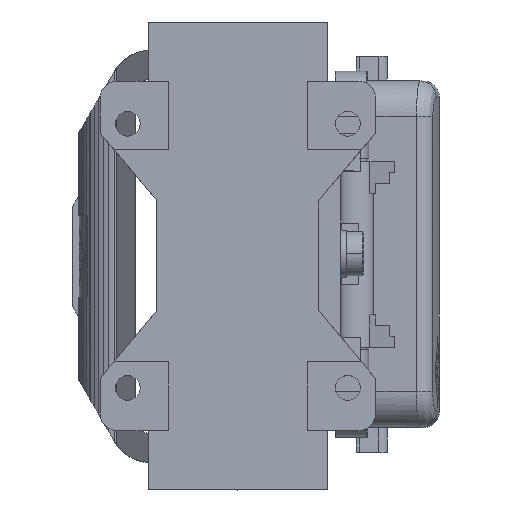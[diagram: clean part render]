
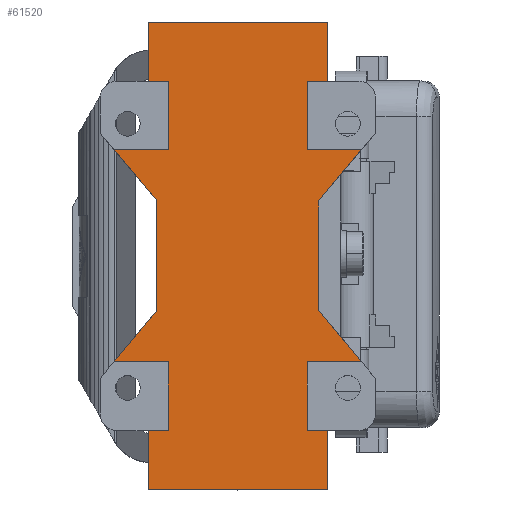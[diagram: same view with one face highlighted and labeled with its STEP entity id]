
A CAD part, top view. The second image highlights one B-rep face of the part: STEP entity #61520.
In plain terms, the highlighted face is planar.
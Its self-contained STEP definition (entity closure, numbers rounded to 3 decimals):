
#1960=CARTESIAN_POINT('',(110.274,44.742,
47.32));
#1970=VERTEX_POINT('',#1960);
#2020=CARTESIAN_POINT('',(0.,44.742,47.32));
#2030=DIRECTION('',(-1.,0.,0.));
#2040=VECTOR('',#2030,1.);
#2050=LINE('',#2020,#2040);
#2060=CARTESIAN_POINT('',(121.024,44.742,
47.32));
#2070=VERTEX_POINT('',#2060);
#2080=EDGE_CURVE('',#2070,#1970,#2050,.T.);
#2710=CARTESIAN_POINT('',(121.024,0.,47.32));
#2720=DIRECTION('',(-0.,-1.,0.));
#2730=VECTOR('',#2720,1.);
#2740=LINE('',#2710,#2730);
#2750=CARTESIAN_POINT('',(121.024,12.154,
47.32));
#2760=VERTEX_POINT('',#2750);
#2770=EDGE_CURVE('',#2070,#2760,#2740,.T.);
#18130=CARTESIAN_POINT('',(110.274,12.154,
47.32));
#18140=VERTEX_POINT('',#18130);
#18170=CARTESIAN_POINT('',(110.274,0.,47.32));
#18180=DIRECTION('',(0.,-1.,0.));
#18190=VECTOR('',#18180,1.);
#18200=LINE('',#18170,#18190);
#18210=CARTESIAN_POINT('',(110.274,15.848,
47.32));
#18220=VERTEX_POINT('',#18210);
#18230=EDGE_CURVE('',#18220,#18140,#18200,.T.);
#19630=CARTESIAN_POINT('',(46.774,44.742,
47.32));
#19640=VERTEX_POINT('',#19630);
#19670=CARTESIAN_POINT('',(46.774,0.,47.32));
#19680=DIRECTION('',(0.,-1.,0.));
#19690=VECTOR('',#19680,1.);
#19700=LINE('',#19670,#19690);
#19710=CARTESIAN_POINT('',(46.774,41.048,
47.32));
#19720=VERTEX_POINT('',#19710);
#19730=EDGE_CURVE('',#19640,#19720,#19700,.T.);
#25050=CARTESIAN_POINT('',(88.499,43.148,
47.32));
#25060=VERTEX_POINT('',#25050);
#25090=CARTESIAN_POINT('',(0.,-31.111,47.32));
#25100=DIRECTION('',(-0.766,-0.643,0.));
#25110=VECTOR('',#25100,1.);
#25120=LINE('',#25090,#25110);
#25130=CARTESIAN_POINT('',(97.77,50.928,
47.32));
#25140=VERTEX_POINT('',#25130);
#25150=EDGE_CURVE('',#25140,#25060,#25120,.T.);
#26500=CARTESIAN_POINT('',(68.549,43.148,
47.32));
#26510=VERTEX_POINT('',#26500);
#26540=CARTESIAN_POINT('',(0.,43.148,47.32));
#26550=DIRECTION('',(-1.,0.,0.));
#26560=VECTOR('',#26550,1.);
#26570=LINE('',#26540,#26560);
#26580=EDGE_CURVE('',#25060,#26510,#26570,.T.);
#27500=CARTESIAN_POINT('',(46.774,15.848,
47.32));
#27510=VERTEX_POINT('',#27500);
#27540=CARTESIAN_POINT('',(46.774,12.154,
47.32));
#27550=VERTEX_POINT('',#27540);
#27560=EDGE_CURVE('',#27510,#27550,#19700,.T.);
#30490=CARTESIAN_POINT('',(59.278,50.928,
47.32));
#30500=VERTEX_POINT('',#30490);
#30530=CARTESIAN_POINT('',(0.,100.668,47.32));
#30540=DIRECTION('',(0.766,-0.643,0.));
#30550=VECTOR('',#30540,1.);
#30560=LINE('',#30530,#30550);
#30570=EDGE_CURVE('',#30500,#26510,#30560,.T.);
#33350=CARTESIAN_POINT('',(36.024,44.742,
47.32));
#33360=VERTEX_POINT('',#33350);
#33390=CARTESIAN_POINT('',(0.,44.742,47.32));
#33400=DIRECTION('',(1.,0.,0.));
#33410=VECTOR('',#33400,1.);
#33420=LINE('',#33390,#33410);
#33430=EDGE_CURVE('',#33360,#19640,#33420,.T.);
#41180=CARTESIAN_POINT('',(110.274,41.048,
47.32));
#41190=VERTEX_POINT('',#41180);
#41220=EDGE_CURVE('',#1970,#41190,#18200,.T.);
#45690=CARTESIAN_POINT('',(59.278,15.848,
47.32));
#45700=VERTEX_POINT('',#45690);
#45730=CARTESIAN_POINT('',(157.048,15.848,
47.32));
#45740=DIRECTION('',(-1.,0.,0.));
#45750=VECTOR('',#45740,1.);
#45760=LINE('',#45730,#45750);
#45770=EDGE_CURVE('',#45700,#27510,#45760,.T.);
#46880=CARTESIAN_POINT('',(97.77,15.848,
47.32));
#46890=VERTEX_POINT('',#46880);
#46920=CARTESIAN_POINT('',(97.77,0.,47.32));
#46930=DIRECTION('',(0.,-1.,0.));
#46940=VECTOR('',#46930,1.);
#46950=LINE('',#46920,#46940);
#46960=CARTESIAN_POINT('',(97.77,5.969,
47.32));
#46970=VERTEX_POINT('',#46960);
#46980=EDGE_CURVE('',#46890,#46970,#46950,.T.);
#47250=CARTESIAN_POINT('',(0.,88.008,47.32));
#47260=DIRECTION('',(0.766,-0.643,0.));
#47270=VECTOR('',#47260,1.);
#47280=LINE('',#47250,#47270);
#47290=CARTESIAN_POINT('',(88.499,13.748,
47.32));
#47300=VERTEX_POINT('',#47290);
#47310=EDGE_CURVE('',#47300,#46970,#47280,.T.);
#48980=CARTESIAN_POINT('',(157.048,41.048,
47.32));
#48990=DIRECTION('',(-1.,0.,0.));
#49000=VECTOR('',#48990,1.);
#49010=LINE('',#48980,#49000);
#49020=CARTESIAN_POINT('',(59.278,41.048,
47.32));
#49030=VERTEX_POINT('',#49020);
#49040=EDGE_CURVE('',#49030,#19720,#49010,.T.);
#49360=CARTESIAN_POINT('',(0.,12.154,47.32));
#49370=DIRECTION('',(1.,0.,0.));
#49380=VECTOR('',#49370,1.);
#49390=LINE('',#49360,#49380);
#49400=EDGE_CURVE('',#18140,#2760,#49390,.T.);
#50430=CARTESIAN_POINT('',(0.,13.748,47.32));
#50440=DIRECTION('',(1.,0.,0.));
#50450=VECTOR('',#50440,1.);
#50460=LINE('',#50430,#50450);
#50470=CARTESIAN_POINT('',(68.549,13.748,
47.32));
#50480=VERTEX_POINT('',#50470);
#50490=EDGE_CURVE('',#50480,#47300,#50460,.T.);
#51430=CARTESIAN_POINT('',(97.77,41.048,
47.32));
#51440=VERTEX_POINT('',#51430);
#51470=CARTESIAN_POINT('',(0.,41.048,47.32));
#51480=DIRECTION('',(1.,0.,0.));
#51490=VECTOR('',#51480,1.);
#51500=LINE('',#51470,#51490);
#51510=EDGE_CURVE('',#51440,#41190,#51500,.T.);
#53800=CARTESIAN_POINT('',(0.,15.848,47.32));
#53810=DIRECTION('',(-1.,0.,0.));
#53820=VECTOR('',#53810,1.);
#53830=LINE('',#53800,#53820);
#53840=EDGE_CURVE('',#18220,#46890,#53830,.T.);
#59260=CARTESIAN_POINT('',(0.,12.154,47.32));
#59270=DIRECTION('',(-1.,0.,0.));
#59280=VECTOR('',#59270,1.);
#59290=LINE('',#59260,#59280);
#59300=CARTESIAN_POINT('',(36.024,12.154,
47.32));
#59310=VERTEX_POINT('',#59300);
#59320=EDGE_CURVE('',#27550,#59310,#59290,.T.);
#61020=CARTESIAN_POINT('',(0.,28.448,47.32));
#61030=DIRECTION('',(0.,0.,1.));
#61040=DIRECTION('',(1.,0.,0.));
#61050=AXIS2_PLACEMENT_3D('',#61020,#61030,#61040);
#61060=PLANE('',#61050);
#61070=ORIENTED_EDGE('',*,*,#59320,.T.);
#61080=ORIENTED_EDGE('',*,*,#27560,.T.);
#61090=ORIENTED_EDGE('',*,*,#45770,.T.);
#61100=CARTESIAN_POINT('',(59.278,0.,47.32));
#61110=DIRECTION('',(0.,-1.,0.));
#61120=VECTOR('',#61110,1.);
#61130=LINE('',#61100,#61120);
#61140=CARTESIAN_POINT('',(59.278,5.969,
47.32));
#61150=VERTEX_POINT('',#61140);
#61160=EDGE_CURVE('',#45700,#61150,#61130,.T.);
#61170=ORIENTED_EDGE('',*,*,#61160,.F.);
#61180=CARTESIAN_POINT('',(0.,-43.771,47.32));
#61190=DIRECTION('',(-0.766,-0.643,0.));
#61200=VECTOR('',#61190,1.);
#61210=LINE('',#61180,#61200);
#61220=EDGE_CURVE('',#50480,#61150,#61210,.T.);
#61230=ORIENTED_EDGE('',*,*,#61220,.T.);
#61240=ORIENTED_EDGE('',*,*,#50490,.F.);
#61250=ORIENTED_EDGE('',*,*,#47310,.F.);
#61260=ORIENTED_EDGE('',*,*,#46980,.T.);
#61270=ORIENTED_EDGE('',*,*,#53840,.T.);
#61280=ORIENTED_EDGE('',*,*,#18230,.F.);
#61290=ORIENTED_EDGE('',*,*,#49400,.F.);
#61300=ORIENTED_EDGE('',*,*,#2770,.T.);
#61310=ORIENTED_EDGE('',*,*,#2080,.F.);
#61320=ORIENTED_EDGE('',*,*,#41220,.F.);
#61330=ORIENTED_EDGE('',*,*,#51510,.T.);
#61340=EDGE_CURVE('',#25140,#51440,#46950,.T.);
#61350=ORIENTED_EDGE('',*,*,#61340,.T.);
#61360=ORIENTED_EDGE('',*,*,#25150,.F.);
#61370=ORIENTED_EDGE('',*,*,#26580,.F.);
#61380=ORIENTED_EDGE('',*,*,#30570,.T.);
#61390=EDGE_CURVE('',#30500,#49030,#61130,.T.);
#61400=ORIENTED_EDGE('',*,*,#61390,.F.);
#61410=ORIENTED_EDGE('',*,*,#49040,.F.);
#61420=ORIENTED_EDGE('',*,*,#19730,.T.);
#61430=ORIENTED_EDGE('',*,*,#33430,.T.);
#61440=CARTESIAN_POINT('',(36.024,0.,47.32));
#61450=DIRECTION('',(-0.,-1.,0.));
#61460=VECTOR('',#61450,1.);
#61470=LINE('',#61440,#61460);
#61480=EDGE_CURVE('',#33360,#59310,#61470,.T.);
#61490=ORIENTED_EDGE('',*,*,#61480,.F.);
#61500=EDGE_LOOP('',(#61490,#61430,#61420,#61410,#61400,#61380,#61370,
#61360,#61350,#61330,#61320,#61310,#61300,#61290,#61280,#61270,#61260,
#61250,#61240,#61230,#61170,#61090,#61080,#61070));
#61510=FACE_OUTER_BOUND('',#61500,.T.);
#61520=ADVANCED_FACE('',(#61510),#61060,.F.);
